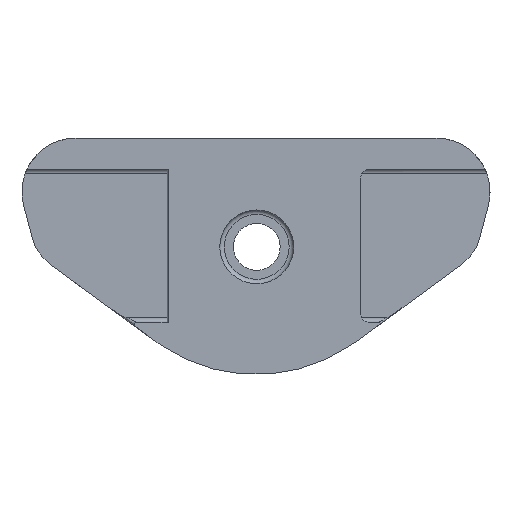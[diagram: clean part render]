
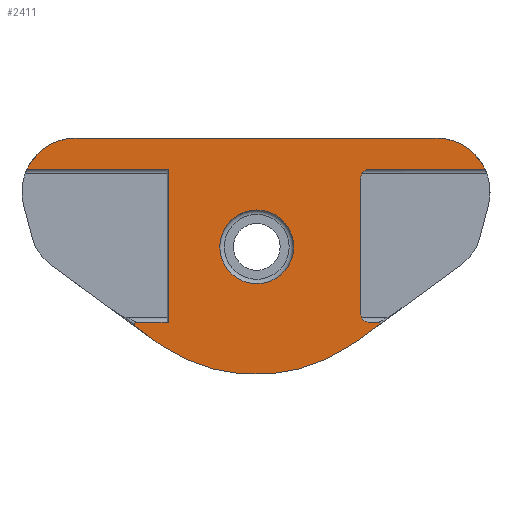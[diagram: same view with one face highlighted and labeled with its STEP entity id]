
A CAD part, front view. The second image highlights one B-rep face of the part: STEP entity #2411.
In plain terms, the highlighted planar face has unit normal (0, -1, 0).
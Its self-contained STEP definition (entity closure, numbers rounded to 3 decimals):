
#64=FACE_BOUND('',#511,.T.);
#97=CIRCLE('',#2513,0.125);
#107=CIRCLE('',#2531,0.25);
#181=CIRCLE('',#2658,4.1);
#182=CIRCLE('',#2661,1.);
#183=CIRCLE('',#2663,1.);
#184=CIRCLE('',#2666,6.);
#185=CIRCLE('',#2667,6.);
#186=CIRCLE('',#2668,18.731);
#363=FACE_OUTER_BOUND('',#510,.T.);
#510=EDGE_LOOP('',(#2142,#2143,#2144,#2145,#2146,#2147,#2148,#2149,#2150,
#2151,#2152,#2153,#2154,#2155,#2156,#2157));
#511=EDGE_LOOP('',(#2158));
#633=LINE('',#3760,#845);
#637=LINE('',#3771,#849);
#648=LINE('',#3875,#860);
#655=LINE('',#3914,#867);
#658=LINE('',#3921,#870);
#660=LINE('',#3925,#872);
#726=LINE('',#4635,#938);
#727=LINE('',#4641,#939);
#728=LINE('',#4646,#940);
#845=VECTOR('',#2964,10.);
#849=VECTOR('',#2972,10.);
#860=VECTOR('',#3009,10.);
#867=VECTOR('',#3026,10.);
#870=VECTOR('',#3031,10.);
#872=VECTOR('',#3035,10.);
#938=VECTOR('',#3341,10.);
#939=VECTOR('',#3352,10.);
#940=VECTOR('',#3357,10.);
#1041=VERTEX_POINT('',#3678);
#1042=VERTEX_POINT('',#3679);
#1048=VERTEX_POINT('',#3757);
#1049=VERTEX_POINT('',#3759);
#1054=VERTEX_POINT('',#3769);
#1067=VERTEX_POINT('',#3865);
#1070=VERTEX_POINT('',#3873);
#1076=VERTEX_POINT('',#3911);
#1077=VERTEX_POINT('',#3913);
#1079=VERTEX_POINT('',#3918);
#1080=VERTEX_POINT('',#3920);
#1081=VERTEX_POINT('',#3924);
#1172=VERTEX_POINT('',#4627);
#1173=VERTEX_POINT('',#4631);
#1174=VERTEX_POINT('',#4633);
#1175=VERTEX_POINT('',#4643);
#1176=VERTEX_POINT('',#4645);
#1309=EDGE_CURVE('',#1041,#1042,#97,.T.);
#1318=EDGE_CURVE('',#1048,#1049,#633,.T.);
#1324=EDGE_CURVE('',#1054,#1041,#637,.F.);
#1340=EDGE_CURVE('',#1067,#1048,#107,.T.);
#1345=EDGE_CURVE('',#1070,#1067,#648,.T.);
#1355=EDGE_CURVE('',#1077,#1076,#655,.T.);
#1359=EDGE_CURVE('',#1080,#1079,#658,.T.);
#1361=EDGE_CURVE('',#1042,#1081,#660,.T.);
#1506=EDGE_CURVE('',#1172,#1172,#181,.T.);
#1509=EDGE_CURVE('',#1174,#1173,#726,.T.);
#1510=EDGE_CURVE('',#1173,#1054,#182,.T.);
#1511=EDGE_CURVE('',#1077,#1174,#183,.T.);
#1512=EDGE_CURVE('',#1049,#1079,#727,.T.);
#1513=EDGE_CURVE('',#1175,#1076,#184,.T.);
#1514=EDGE_CURVE('',#1176,#1175,#728,.T.);
#1515=EDGE_CURVE('',#1080,#1176,#185,.T.);
#1516=EDGE_CURVE('',#1081,#1070,#186,.T.);
#2142=ORIENTED_EDGE('',*,*,#1309,.F.);
#2143=ORIENTED_EDGE('',*,*,#1324,.F.);
#2144=ORIENTED_EDGE('',*,*,#1510,.F.);
#2145=ORIENTED_EDGE('',*,*,#1509,.F.);
#2146=ORIENTED_EDGE('',*,*,#1511,.F.);
#2147=ORIENTED_EDGE('',*,*,#1355,.T.);
#2148=ORIENTED_EDGE('',*,*,#1513,.F.);
#2149=ORIENTED_EDGE('',*,*,#1514,.F.);
#2150=ORIENTED_EDGE('',*,*,#1515,.F.);
#2151=ORIENTED_EDGE('',*,*,#1359,.T.);
#2152=ORIENTED_EDGE('',*,*,#1512,.F.);
#2153=ORIENTED_EDGE('',*,*,#1318,.F.);
#2154=ORIENTED_EDGE('',*,*,#1340,.F.);
#2155=ORIENTED_EDGE('',*,*,#1345,.F.);
#2156=ORIENTED_EDGE('',*,*,#1516,.F.);
#2157=ORIENTED_EDGE('',*,*,#1361,.F.);
#2158=ORIENTED_EDGE('',*,*,#1506,.T.);
#2286=PLANE('',#2665);
#2411=ADVANCED_FACE('',(#363,#64),#2286,.T.);
#2513=AXIS2_PLACEMENT_3D('',#3680,#2950,#2951);
#2531=AXIS2_PLACEMENT_3D('',#3866,#3001,#3002);
#2658=AXIS2_PLACEMENT_3D('',#4629,#3335,#3336);
#2661=AXIS2_PLACEMENT_3D('',#4637,#3344,#3345);
#2663=AXIS2_PLACEMENT_3D('',#4639,#3348,#3349);
#2665=AXIS2_PLACEMENT_3D('',#4642,#3353,#3354);
#2666=AXIS2_PLACEMENT_3D('',#4644,#3355,#3356);
#2667=AXIS2_PLACEMENT_3D('',#4647,#3358,#3359);
#2668=AXIS2_PLACEMENT_3D('',#4648,#3360,#3361);
#2950=DIRECTION('center_axis',(0.,1.,0.));
#2951=DIRECTION('ref_axis',(0.951,0.,0.311));
#2964=DIRECTION('',(1.,0.,0.));
#2972=DIRECTION('',(-1.,0.,0.));
#3001=DIRECTION('center_axis',(0.,1.,0.));
#3002=DIRECTION('ref_axis',(-0.951,0.,0.311));
#3009=DIRECTION('',(-0.807,0.,0.591));
#3026=DIRECTION('',(1.,0.,0.));
#3031=DIRECTION('',(1.,0.,0.));
#3035=DIRECTION('',(-0.807,0.,-0.591));
#3335=DIRECTION('center_axis',(0.,1.,0.));
#3336=DIRECTION('ref_axis',(1.,0.,0.));
#3341=DIRECTION('',(0.,0.,-1.));
#3344=DIRECTION('center_axis',(0.,-1.,0.));
#3345=DIRECTION('ref_axis',(-0.707,0.,-0.707));
#3348=DIRECTION('center_axis',(0.,-1.,0.));
#3349=DIRECTION('ref_axis',(-0.707,0.,0.707));
#3352=DIRECTION('',(0.,0.,1.));
#3353=DIRECTION('center_axis',(0.,-1.,0.));
#3354=DIRECTION('ref_axis',(1.,0.,0.));
#3355=DIRECTION('center_axis',(0.,1.,0.));
#3356=DIRECTION('ref_axis',(0.966,0.,-0.26));
#3357=DIRECTION('',(1.,0.,0.));
#3358=DIRECTION('center_axis',(0.,1.,0.));
#3359=DIRECTION('ref_axis',(0.,0.,1.));
#3360=DIRECTION('center_axis',(0.,1.,0.));
#3361=DIRECTION('ref_axis',(-0.562,0.,-0.827));
#3678=CARTESIAN_POINT('',(13.645,-55.545,-21.453));
#3679=CARTESIAN_POINT('',(13.719,-55.545,-21.679));
#3680=CARTESIAN_POINT('Origin',(13.645,-55.545,-21.578));
#3757=CARTESIAN_POINT('',(-13.263,-55.545,-21.453));
#3759=CARTESIAN_POINT('',(-9.75,-55.545,-21.453));
#3760=CARTESIAN_POINT('',(-13.465,-55.545,-21.453));
#3769=CARTESIAN_POINT('',(12.626,-55.545,-21.453));
#3771=CARTESIAN_POINT('',(-13.465,-55.545,-21.453));
#3865=CARTESIAN_POINT('',(-13.411,-55.545,-21.905));
#3866=CARTESIAN_POINT('Origin',(-13.263,-55.545,-21.703));
#3873=CARTESIAN_POINT('',(-10.53,-55.545,-24.013));
#3875=CARTESIAN_POINT('',(-26.598,-55.545,-12.255));
#3911=CARTESIAN_POINT('',(25.402,-55.545,-4.453));
#3913=CARTESIAN_POINT('',(12.626,-55.545,-4.453));
#3914=CARTESIAN_POINT('',(-13.465,-55.545,-4.453));
#3918=CARTESIAN_POINT('',(-9.75,-55.545,-4.453));
#3920=CARTESIAN_POINT('',(-25.402,-55.545,-4.453));
#3921=CARTESIAN_POINT('',(-13.465,-55.545,-4.453));
#3924=CARTESIAN_POINT('',(10.53,-55.545,-24.013));
#3925=CARTESIAN_POINT('',(2.872,-55.545,-29.616));
#4627=CARTESIAN_POINT('',(-4.017,-55.545,-13.08));
#4629=CARTESIAN_POINT('Origin',(0.083,-55.545,-13.08));
#4631=CARTESIAN_POINT('',(11.626,-55.545,-20.453));
#4633=CARTESIAN_POINT('',(11.626,-55.545,-5.453));
#4635=CARTESIAN_POINT('',(11.626,-55.545,-4.953));
#4637=CARTESIAN_POINT('Origin',(12.626,-55.545,-20.453));
#4639=CARTESIAN_POINT('Origin',(12.626,-55.545,-5.453));
#4641=CARTESIAN_POINT('',(-9.75,-55.545,-4.953));
#4642=CARTESIAN_POINT('Origin',(-26.93,-55.545,-4.953));
#4643=CARTESIAN_POINT('',(19.969,-55.545,-1.));
#4644=CARTESIAN_POINT('Origin',(19.969,-55.545,-7.));
#4645=CARTESIAN_POINT('',(-19.969,-55.545,-1.));
#4646=CARTESIAN_POINT('',(-3.481,-55.545,-1.));
#4647=CARTESIAN_POINT('Origin',(-19.969,-55.545,-7.));
#4648=CARTESIAN_POINT('Origin',(0.,-55.545,-8.522));
